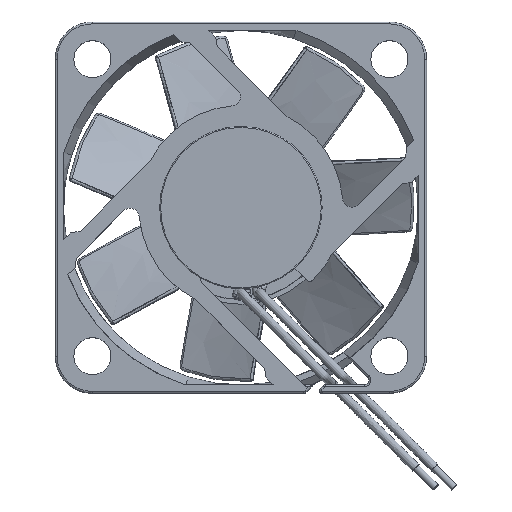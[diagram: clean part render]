
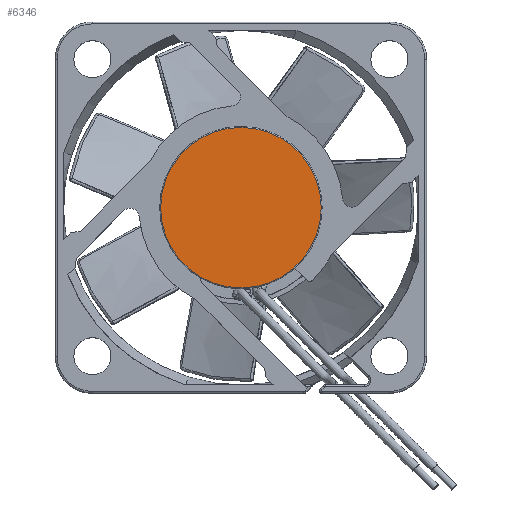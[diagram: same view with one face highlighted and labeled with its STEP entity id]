
A CAD part, top view. The second image highlights one B-rep face of the part: STEP entity #6346.
In plain terms, the highlighted planar face has unit normal (0, 0, 1).
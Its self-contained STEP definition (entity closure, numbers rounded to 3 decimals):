
#670=PLANE('',#6884);
#1035=FACE_OUTER_BOUND('',#1459,.T.);
#1459=EDGE_LOOP('',(#5772));
#2514=CIRCLE('',#6881,8.65);
#3083=VERTEX_POINT('',#19649);
#3986=EDGE_CURVE('',#3083,#3083,#2514,.T.);
#5772=ORIENTED_EDGE('',*,*,#3986,.F.);
#6346=ADVANCED_FACE('',(#1035),#670,.T.);
#6881=AXIS2_PLACEMENT_3D('',#19650,#8265,#8266);
#6884=AXIS2_PLACEMENT_3D('',#19654,#8271,#8272);
#8265=DIRECTION('center_axis',(0.,0.,-1.));
#8266=DIRECTION('ref_axis',(-1.,0.,0.));
#8271=DIRECTION('center_axis',(0.,0.,1.));
#8272=DIRECTION('ref_axis',(-1.,0.,0.));
#19649=CARTESIAN_POINT('',(-8.65,0.,0.1));
#19650=CARTESIAN_POINT('Origin',(0.,0.,0.1));
#19654=CARTESIAN_POINT('Origin',(0.,0.,0.1));
